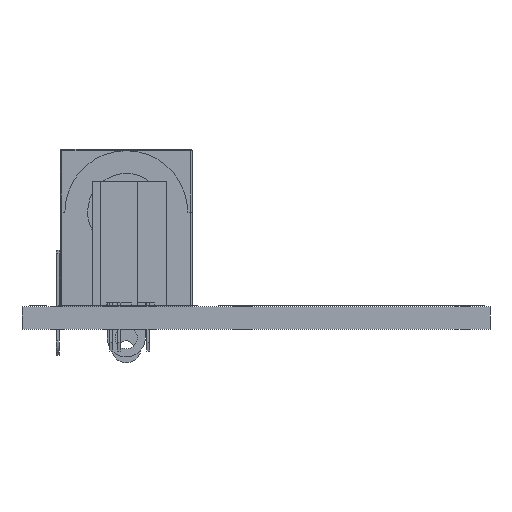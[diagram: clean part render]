
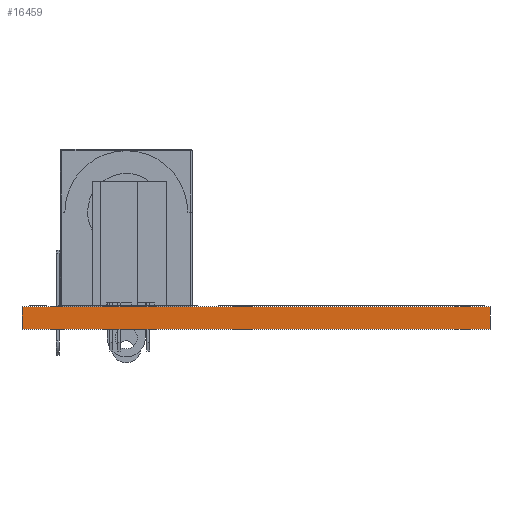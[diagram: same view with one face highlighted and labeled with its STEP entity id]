
A CAD part, front view. The second image highlights one B-rep face of the part: STEP entity #16459.
In plain terms, the highlighted planar face has unit normal (0, -1, 0).
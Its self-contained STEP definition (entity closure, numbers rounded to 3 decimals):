
#16459 = ADVANCED_FACE('',(#16460),#16494,.T.);
#16460 = FACE_BOUND('',#16461,.T.);
#16461 = EDGE_LOOP('',(#16462,#16472,#16480,#16488));
#16462 = ORIENTED_EDGE('',*,*,#16463,.T.);
#16463 = EDGE_CURVE('',#16464,#16466,#16468,.T.);
#16464 = VERTEX_POINT('',#16465);
#16465 = CARTESIAN_POINT('',(16.,-24.25,0.));
#16466 = VERTEX_POINT('',#16467);
#16467 = CARTESIAN_POINT('',(16.,-24.25,1.51));
#16468 = LINE('',#16469,#16470);
#16469 = CARTESIAN_POINT('',(16.,-24.25,0.));
#16470 = VECTOR('',#16471,1.);
#16471 = DIRECTION('',(0.,0.,1.));
#16472 = ORIENTED_EDGE('',*,*,#16473,.T.);
#16473 = EDGE_CURVE('',#16466,#16474,#16476,.T.);
#16474 = VERTEX_POINT('',#16475);
#16475 = CARTESIAN_POINT('',(-16.,-24.25,1.51));
#16476 = LINE('',#16477,#16478);
#16477 = CARTESIAN_POINT('',(16.,-24.25,1.51));
#16478 = VECTOR('',#16479,1.);
#16479 = DIRECTION('',(-1.,0.,0.));
#16480 = ORIENTED_EDGE('',*,*,#16481,.F.);
#16481 = EDGE_CURVE('',#16482,#16474,#16484,.T.);
#16482 = VERTEX_POINT('',#16483);
#16483 = CARTESIAN_POINT('',(-16.,-24.25,0.));
#16484 = LINE('',#16485,#16486);
#16485 = CARTESIAN_POINT('',(-16.,-24.25,0.));
#16486 = VECTOR('',#16487,1.);
#16487 = DIRECTION('',(0.,0.,1.));
#16488 = ORIENTED_EDGE('',*,*,#16489,.F.);
#16489 = EDGE_CURVE('',#16464,#16482,#16490,.T.);
#16490 = LINE('',#16491,#16492);
#16491 = CARTESIAN_POINT('',(16.,-24.25,0.));
#16492 = VECTOR('',#16493,1.);
#16493 = DIRECTION('',(-1.,0.,0.));
#16494 = PLANE('',#16495);
#16495 = AXIS2_PLACEMENT_3D('',#16496,#16497,#16498);
#16496 = CARTESIAN_POINT('',(16.,-24.25,0.));
#16497 = DIRECTION('',(0.,-1.,0.));
#16498 = DIRECTION('',(-1.,0.,0.));
